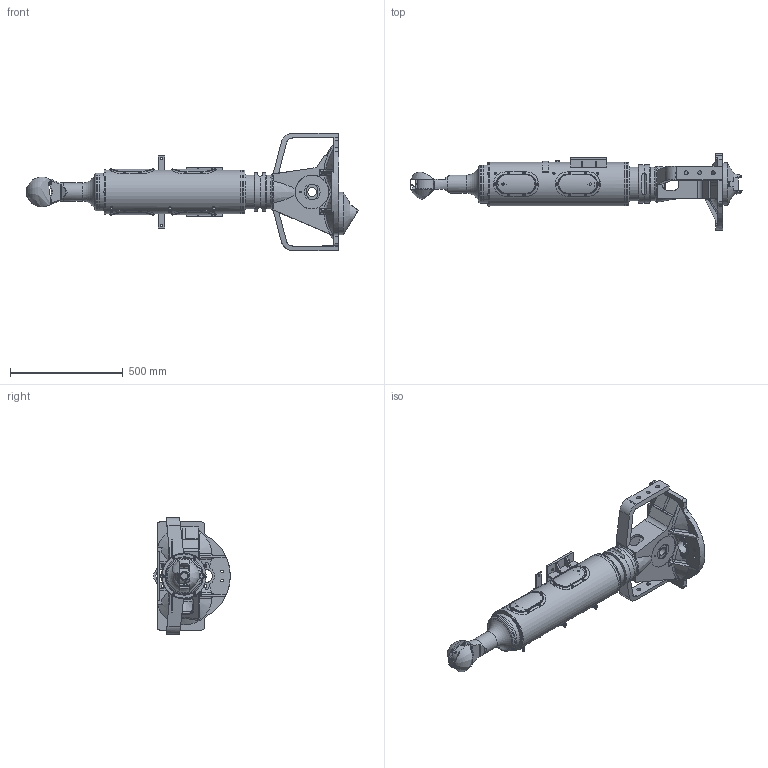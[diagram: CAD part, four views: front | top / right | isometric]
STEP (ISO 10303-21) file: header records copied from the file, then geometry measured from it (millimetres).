
FILE_DESCRIPTION(('FreeCAD Model'),'2;1');
FILE_NAME('Open CASCADE Shape Model','2025-05-04T13:20:48',('FreeCAD'),( 'FreeCAD'),'Open CASCADE STEP processor 7.6','FreeCAD','Unknown');
FILE_SCHEMA(('AUTOMOTIVE_DESIGN { 1 0 10303 214 1 1 1 1 }'));
Products named in the file (1): Open CASCADE STEP translator 7.6 1
Bounding box: 1475.36 x 339.87 x 520 mm (x, y, z)
Volume: 20069489.8 mm3; surface area: 4376916.2 mm2
Topology: 141 solids, 141 shells, 2098 faces, 4416 edges, 2742 vertices
Faces by surface type: plane 810, cylinder 627, torus 270, cone 197, bspline 99, revolution 54, sphere 41
Full cylindrical faces by diameter (mm): 3 x29, 3.917 x6, 4 x8, 4.5 x16, 5 x32, 5.3 x30, 6 x36, 6.917 x4, 8 x1, 8.5 x31, 8.917 x8, 9.917 x1, 10 x44, 10.917 x2, 11 x6, 12 x5, 13 x6, 17 x6, 30 x6, 32 x2, 38 x2, 60 x2, 71 x2, 80 x1, 90 x1, 110 x1, 120 x2, 136 x26, 144 x10, 146 x2
Entity records: 125154 total; most frequent: CARTESIAN_POINT 82493, ORIENTED_EDGE 8776, DIRECTION 8274, EDGE_CURVE 4388, AXIS2_PLACEMENT_3D 3607, VERTEX_POINT 2742, FACE_BOUND 2632, EDGE_LOOP 2632
